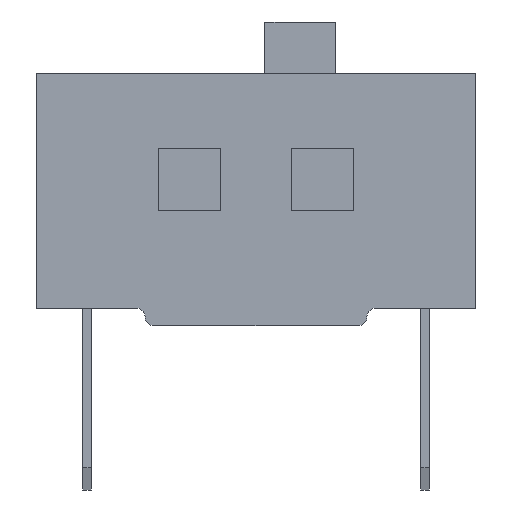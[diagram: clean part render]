
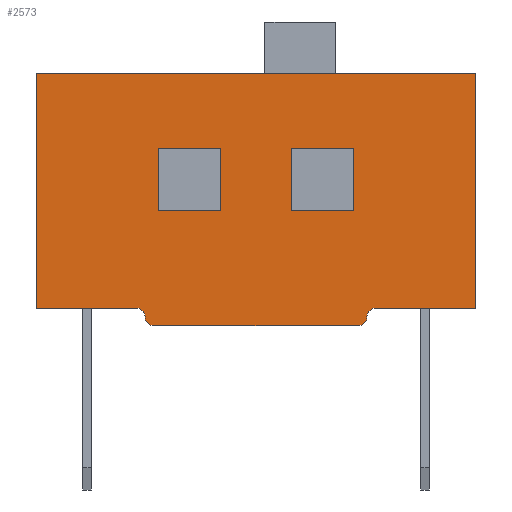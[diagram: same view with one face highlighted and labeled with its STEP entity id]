
A CAD part, left-side view. The second image highlights one B-rep face of the part: STEP entity #2573.
In plain terms, the highlighted planar face has unit normal (-1, 0, 0).
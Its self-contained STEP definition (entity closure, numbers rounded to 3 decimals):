
#86=CIRCLE('',#2699,0.2);
#87=CIRCLE('',#2700,0.2);
#88=CIRCLE('',#2701,0.2);
#89=CIRCLE('',#2702,0.2);
#104=ORIENTED_EDGE('',*,*,#658,.T.);
#105=ORIENTED_EDGE('',*,*,#659,.T.);
#106=ORIENTED_EDGE('',*,*,#660,.T.);
#107=ORIENTED_EDGE('',*,*,#661,.T.);
#108=ORIENTED_EDGE('',*,*,#662,.T.);
#109=ORIENTED_EDGE('',*,*,#663,.T.);
#110=ORIENTED_EDGE('',*,*,#664,.T.);
#111=ORIENTED_EDGE('',*,*,#665,.T.);
#112=ORIENTED_EDGE('',*,*,#666,.F.);
#113=ORIENTED_EDGE('',*,*,#667,.F.);
#114=ORIENTED_EDGE('',*,*,#668,.T.);
#115=ORIENTED_EDGE('',*,*,#669,.T.);
#116=ORIENTED_EDGE('',*,*,#670,.T.);
#117=ORIENTED_EDGE('',*,*,#671,.T.);
#118=ORIENTED_EDGE('',*,*,#672,.T.);
#119=ORIENTED_EDGE('',*,*,#673,.T.);
#120=ORIENTED_EDGE('',*,*,#674,.T.);
#121=ORIENTED_EDGE('',*,*,#675,.T.);
#658=EDGE_CURVE('',#935,#936,#1121,.T.);
#659=EDGE_CURVE('',#936,#937,#1122,.T.);
#660=EDGE_CURVE('',#937,#938,#1123,.T.);
#661=EDGE_CURVE('',#938,#935,#1124,.T.);
#662=EDGE_CURVE('',#939,#940,#1125,.T.);
#663=EDGE_CURVE('',#940,#941,#86,.F.);
#664=EDGE_CURVE('',#941,#942,#87,.T.);
#665=EDGE_CURVE('',#942,#943,#1126,.T.);
#666=EDGE_CURVE('',#944,#943,#1127,.T.);
#667=EDGE_CURVE('',#945,#944,#1128,.T.);
#668=EDGE_CURVE('',#945,#946,#1129,.T.);
#669=EDGE_CURVE('',#946,#947,#1130,.T.);
#670=EDGE_CURVE('',#947,#948,#88,.T.);
#671=EDGE_CURVE('',#948,#939,#89,.F.);
#672=EDGE_CURVE('',#949,#950,#1131,.T.);
#673=EDGE_CURVE('',#950,#951,#1132,.T.);
#674=EDGE_CURVE('',#951,#952,#1133,.T.);
#675=EDGE_CURVE('',#952,#949,#1134,.T.);
#935=VERTEX_POINT('',#3311);
#936=VERTEX_POINT('',#3312);
#937=VERTEX_POINT('',#3314);
#938=VERTEX_POINT('',#3316);
#939=VERTEX_POINT('',#3319);
#940=VERTEX_POINT('',#3320);
#941=VERTEX_POINT('',#3322);
#942=VERTEX_POINT('',#3324);
#943=VERTEX_POINT('',#3326);
#944=VERTEX_POINT('',#3328);
#945=VERTEX_POINT('',#3330);
#946=VERTEX_POINT('',#3332);
#947=VERTEX_POINT('',#3334);
#948=VERTEX_POINT('',#3336);
#949=VERTEX_POINT('',#3339);
#950=VERTEX_POINT('',#3340);
#951=VERTEX_POINT('',#3342);
#952=VERTEX_POINT('',#3344);
#1121=LINE('',#3310,#1342);
#1122=LINE('',#3313,#1343);
#1123=LINE('',#3315,#1344);
#1124=LINE('',#3317,#1345);
#1125=LINE('',#3318,#1346);
#1126=LINE('',#3325,#1347);
#1127=LINE('',#3327,#1348);
#1128=LINE('',#3329,#1349);
#1129=LINE('',#3331,#1350);
#1130=LINE('',#3333,#1351);
#1131=LINE('',#3338,#1352);
#1132=LINE('',#3341,#1353);
#1133=LINE('',#3343,#1354);
#1134=LINE('',#3345,#1355);
#1342=VECTOR('',#2831,1000.);
#1343=VECTOR('',#2832,1000.);
#1344=VECTOR('',#2833,1000.);
#1345=VECTOR('',#2834,1000.);
#1346=VECTOR('',#2835,1000.);
#1347=VECTOR('',#2840,1000.);
#1348=VECTOR('',#2841,1000.);
#1349=VECTOR('',#2842,1000.);
#1350=VECTOR('',#2843,1000.);
#1351=VECTOR('',#2844,1000.);
#1352=VECTOR('',#2849,1000.);
#1353=VECTOR('',#2850,1000.);
#1354=VECTOR('',#2851,1000.);
#1355=VECTOR('',#2852,1000.);
#1563=EDGE_LOOP('',(#104,#105,#106,#107));
#1564=EDGE_LOOP('',(#108,#109,#110,#111,#112,#113,#114,#115,#116,#117));
#1565=EDGE_LOOP('',(#118,#119,#120,#121));
#1688=FACE_BOUND('',#1563,.T.);
#1689=FACE_BOUND('',#1564,.T.);
#1690=FACE_BOUND('',#1565,.T.);
#1813=PLANE('',#2698);
#2573=ADVANCED_FACE('',(#1688,#1689,#1690),#1813,.F.);
#2698=AXIS2_PLACEMENT_3D('',#3309,#2829,#2830);
#2699=AXIS2_PLACEMENT_3D('',#3321,#2836,#2837);
#2700=AXIS2_PLACEMENT_3D('',#3323,#2838,#2839);
#2701=AXIS2_PLACEMENT_3D('',#3335,#2845,#2846);
#2702=AXIS2_PLACEMENT_3D('',#3337,#2847,#2848);
#2829=DIRECTION('',(1.,0.,0.));
#2830=DIRECTION('',(0.,0.,-1.));
#2831=DIRECTION('',(0.,1.,0.));
#2832=DIRECTION('',(0.,0.,1.));
#2833=DIRECTION('',(0.,-1.,0.));
#2834=DIRECTION('',(0.,0.,-1.));
#2835=DIRECTION('',(0.,-1.,0.));
#2836=DIRECTION('',(1.,0.,0.));
#2837=DIRECTION('',(0.,0.,-1.));
#2838=DIRECTION('',(1.,0.,0.));
#2839=DIRECTION('',(0.,0.,-1.));
#2840=DIRECTION('',(0.,-1.,0.));
#2841=DIRECTION('',(0.,0.,-1.));
#2842=DIRECTION('',(0.,-1.,0.));
#2843=DIRECTION('',(0.,0.,-1.));
#2844=DIRECTION('',(0.,-1.,0.));
#2845=DIRECTION('',(1.,0.,0.));
#2846=DIRECTION('',(0.,0.,-1.));
#2847=DIRECTION('',(1.,0.,0.));
#2848=DIRECTION('',(0.,0.,-1.));
#2849=DIRECTION('',(0.,1.,0.));
#2850=DIRECTION('',(0.,0.,1.));
#2851=DIRECTION('',(0.,-1.,0.));
#2852=DIRECTION('',(0.,0.,-1.));
#3309=CARTESIAN_POINT('',(-1.92,4.95,5.3));
#3310=CARTESIAN_POINT('',(-1.92,0.8,2.2));
#3311=CARTESIAN_POINT('',(-1.92,0.8,2.2));
#3312=CARTESIAN_POINT('',(-1.92,2.2,2.2));
#3313=CARTESIAN_POINT('',(-1.92,2.2,2.2));
#3314=CARTESIAN_POINT('',(-1.92,2.2,3.6));
#3315=CARTESIAN_POINT('',(-1.92,2.2,3.6));
#3316=CARTESIAN_POINT('',(-1.92,0.8,3.6));
#3317=CARTESIAN_POINT('',(-1.92,0.8,3.6));
#3318=CARTESIAN_POINT('',(-1.92,2.5,-0.4));
#3319=CARTESIAN_POINT('',(-1.92,2.3,-0.4));
#3320=CARTESIAN_POINT('',(-1.92,-2.3,-0.4));
#3321=CARTESIAN_POINT('',(-1.92,-2.3,-0.2));
#3322=CARTESIAN_POINT('',(-1.92,-2.5,-0.2));
#3323=CARTESIAN_POINT('',(-1.92,-2.7,-0.2));
#3324=CARTESIAN_POINT('',(-1.92,-2.7,0.));
#3325=CARTESIAN_POINT('',(-1.92,4.95,0.));
#3326=CARTESIAN_POINT('',(-1.92,-4.95,0.));
#3327=CARTESIAN_POINT('',(-1.92,-4.95,5.3));
#3328=CARTESIAN_POINT('',(-1.92,-4.95,5.3));
#3329=CARTESIAN_POINT('',(-1.92,4.95,5.3));
#3330=CARTESIAN_POINT('',(-1.92,4.95,5.3));
#3331=CARTESIAN_POINT('',(-1.92,4.95,5.3));
#3332=CARTESIAN_POINT('',(-1.92,4.95,0.));
#3333=CARTESIAN_POINT('',(-1.92,4.95,0.));
#3334=CARTESIAN_POINT('',(-1.92,2.7,0.));
#3335=CARTESIAN_POINT('',(-1.92,2.7,-0.2));
#3336=CARTESIAN_POINT('',(-1.92,2.5,-0.2));
#3337=CARTESIAN_POINT('',(-1.92,2.3,-0.2));
#3338=CARTESIAN_POINT('',(-1.92,-2.2,2.2));
#3339=CARTESIAN_POINT('',(-1.92,-2.2,2.2));
#3340=CARTESIAN_POINT('',(-1.92,-0.8,2.2));
#3341=CARTESIAN_POINT('',(-1.92,-0.8,2.2));
#3342=CARTESIAN_POINT('',(-1.92,-0.8,3.6));
#3343=CARTESIAN_POINT('',(-1.92,-0.8,3.6));
#3344=CARTESIAN_POINT('',(-1.92,-2.2,3.6));
#3345=CARTESIAN_POINT('',(-1.92,-2.2,3.6));
